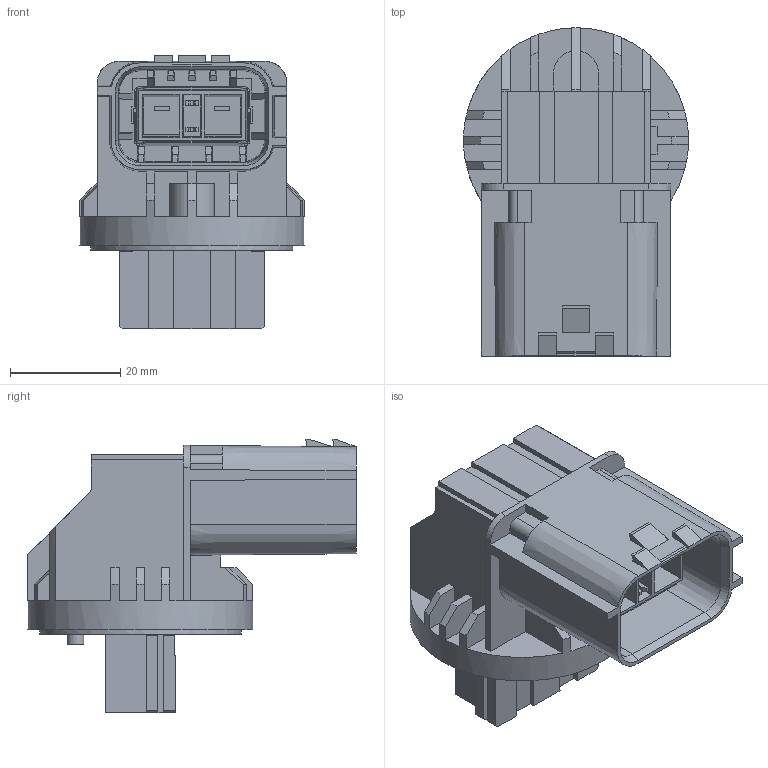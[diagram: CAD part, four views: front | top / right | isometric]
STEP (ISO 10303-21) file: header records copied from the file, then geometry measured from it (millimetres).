
FILE_DESCRIPTION(/* description */ (''),/* implementation_level */ '2;1');
FILE_NAME(/* name */ 'HV 280 RA Male_1214.stp',/* time_stamp */ '2020-12-14T13:03:45+08:00',/* author */ (''),/* organization */ (''),/* preprocessor_version */ 'ST-DEVELOPER v16',/* originating_system */ 'SIEMENS PLM Software NX 11.0',/* authorisation */ '');
FILE_SCHEMA (('AP203_CONFIGURATION_CONTROLLED_3D_DESIGN_OF_MECHANICAL_PARTS_AND_ASSEMBLIES_MIM_LF { 1 0 10303 403 2 1 2}'));
Length unit declared in the file: millimetre
Products named in the file (1): model1
Bounding box: 40.9 x 59.7 x 49.77 mm (x, y, z)
Volume: 33815.5 mm3; surface area: 21931.2 mm2
Topology: 1 solids, 3 shells, 673 faces, 1927 edges, 1273 vertices
Faces by surface type: plane 571, cylinder 69, cone 24, bspline 9
Full cylindrical faces by diameter (mm): 3 x1, 3.2 x2, 4 x2, 32.35 x1, 36.71 x1, 40.9 x1
Entity records: 22116 total; most frequent: CARTESIAN_POINT 4476, ORIENTED_EDGE 3824, DIRECTION 3341, EDGE_CURVE 1912, LINE 1615, VECTOR 1615, VERTEX_POINT 1267, AXIS2_PLACEMENT_3D 863
